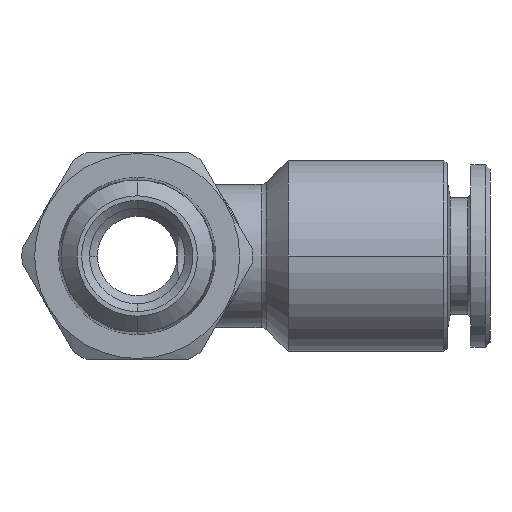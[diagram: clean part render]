
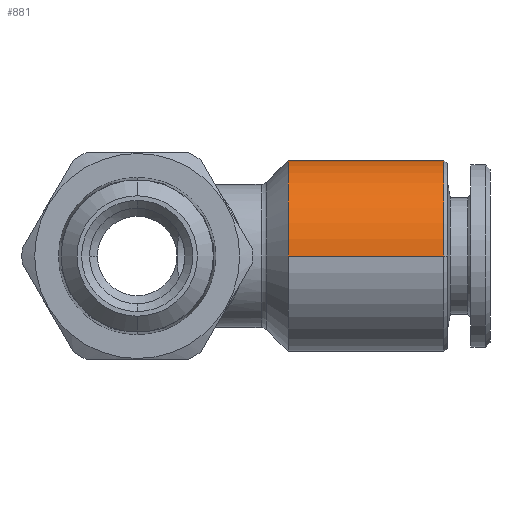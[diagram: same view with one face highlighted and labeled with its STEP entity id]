
A CAD part, front view. The second image highlights one B-rep face of the part: STEP entity #881.
In plain terms, the highlighted cylindrical face has radius 6 mm (diameter 12 mm), a partial arc.
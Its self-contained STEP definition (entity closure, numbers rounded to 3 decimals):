
#881 = ADVANCED_FACE ( 'NONE', ( #3296 ), #3295, .T. ) ;
#882 = EDGE_LOOP ( 'NONE', ( #929, #918, #897, #891, #923 ) ) ;
#883 = VERTEX_POINT ( 'NONE', #3212 ) ;
#891 = ORIENTED_EDGE ( 'NONE', *, *, #892, .F. ) ;
#892 = EDGE_CURVE ( 'NONE', #922, #899, #3285, .T. ) ;
#893 = VERTEX_POINT ( 'NONE', #3281 ) ;
#897 = ORIENTED_EDGE ( 'NONE', *, *, #898, .F. ) ;
#898 = EDGE_CURVE ( 'NONE', #899, #920, #3276, .T. ) ;
#899 = VERTEX_POINT ( 'NONE', #3206 ) ;
#918 = ORIENTED_EDGE ( 'NONE', *, *, #919, .T. ) ;
#919 = EDGE_CURVE ( 'NONE', #893, #920, #3221, .T. ) ;
#920 = VERTEX_POINT ( 'NONE', #3270 ) ;
#922 = VERTEX_POINT ( 'NONE', #3264 ) ;
#923 = ORIENTED_EDGE ( 'NONE', *, *, #925, .F. ) ;
#925 = EDGE_CURVE ( 'NONE', #883, #922, #3263, .T. ) ;
#929 = ORIENTED_EDGE ( 'NONE', *, *, #930, .T. ) ;
#930 = EDGE_CURVE ( 'NONE', #883, #893, #3384, .T. ) ;
#3206 = CARTESIAN_POINT ( 'NONE',  ( 9.5, 0., 6. ) ) ;
#3207 = DIRECTION ( 'NONE',  ( 0., 0., -1. ) ) ;
#3208 = DIRECTION ( 'NONE',  ( -1., 0., 0. ) ) ;
#3211 = DIRECTION ( 'NONE',  ( -1., 0., 0. ) ) ;
#3212 = CARTESIAN_POINT ( 'NONE',  ( 19.3, -6., 0. ) ) ;
#3216 = DIRECTION ( 'NONE',  ( 0., -1., 0. ) ) ;
#3217 = AXIS2_PLACEMENT_3D ( 'NONE', #3294, #3211, #3216 ) ;
#3220 = CARTESIAN_POINT ( 'NONE',  ( 0., 6., 0. ) ) ;
#3221 = LINE ( 'NONE', #3220, #3272 ) ;
#3260 = DIRECTION ( 'NONE',  ( -1., 0., 0. ) ) ;
#3261 = VECTOR ( 'NONE', #3260, 1000. ) ;
#3262 = CARTESIAN_POINT ( 'NONE',  ( 0., -6., 0. ) ) ;
#3263 = LINE ( 'NONE', #3262, #3261 ) ;
#3264 = CARTESIAN_POINT ( 'NONE',  ( 9.5, -6., 0. ) ) ;
#3270 = CARTESIAN_POINT ( 'NONE',  ( 9.5, 6., 0. ) ) ;
#3271 = DIRECTION ( 'NONE',  ( -1., 0., 0. ) ) ;
#3272 = VECTOR ( 'NONE', #3271, 1000. ) ;
#3274 = CARTESIAN_POINT ( 'NONE',  ( 9.5, 0., 0. ) ) ;
#3275 = AXIS2_PLACEMENT_3D ( 'NONE', #3274, #3208, #3207 ) ;
#3276 = CIRCLE ( 'NONE', #3275, 6. ) ;
#3281 = CARTESIAN_POINT ( 'NONE',  ( 19.3, 6., 0. ) ) ;
#3282 = DIRECTION ( 'NONE',  ( 0., 0., -1. ) ) ;
#3283 = DIRECTION ( 'NONE',  ( -1., 0., 0. ) ) ;
#3284 = AXIS2_PLACEMENT_3D ( 'NONE', #3297, #3283, #3282 ) ;
#3285 = CIRCLE ( 'NONE', #3284, 6. ) ;
#3294 = CARTESIAN_POINT ( 'NONE',  ( 0., 0., 0. ) ) ;
#3295 = CYLINDRICAL_SURFACE ( 'NONE', #3217, 6. ) ;
#3296 = FACE_OUTER_BOUND ( 'NONE', #882, .T. ) ;
#3297 = CARTESIAN_POINT ( 'NONE',  ( 9.5, 0., 0. ) ) ;
#3348 = CARTESIAN_POINT ( 'NONE',  ( 19.3, 0., 0. ) ) ;
#3378 = AXIS2_PLACEMENT_3D ( 'NONE', #3348, #3405, #3379 ) ;
#3379 = DIRECTION ( 'NONE',  ( 0., -1., 0. ) ) ;
#3384 = CIRCLE ( 'NONE', #3378, 6. ) ;
#3405 = DIRECTION ( 'NONE',  ( -1., 0., 0. ) ) ;
